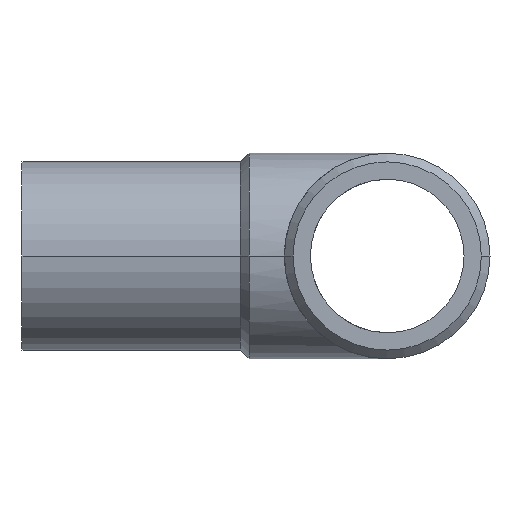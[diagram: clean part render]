
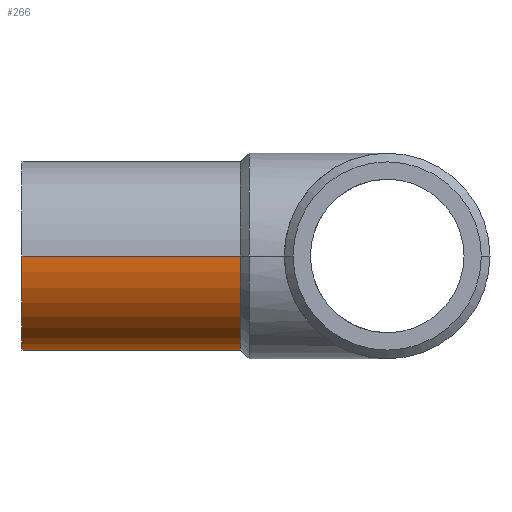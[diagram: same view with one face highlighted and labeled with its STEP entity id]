
A CAD part, left-side view. The second image highlights one B-rep face of the part: STEP entity #266.
In plain terms, the highlighted cylindrical face has radius 25 mm (diameter 50 mm), a partial arc.
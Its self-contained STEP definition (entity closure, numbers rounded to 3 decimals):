
#138 = VERTEX_POINT( '', #379 );
#142 = VERTEX_POINT( '', #384 );
#148 = EDGE_CURVE( '', #182, #142, #394, .T. );
#152 = EDGE_CURVE( '', #138, #142, #398, .T. );
#162 = EDGE_CURVE( '', #182, #186, #408, .T. );
#182 = VERTEX_POINT( '', #431 );
#186 = VERTEX_POINT( '', #435 );
#266 = ADVANCED_FACE( '', ( #523 ), #524, .T. );
#348 = EDGE_CURVE( '', #186, #138, #610, .T. );
#379 = CARTESIAN_POINT( '', ( -121., 97., 0. ) );
#384 = CARTESIAN_POINT( '', ( -121., 39., 0. ) );
#394 = CIRCLE( '', #652, 25. );
#398 = LINE( '', #656, #657 );
#408 = LINE( '', #671, #672 );
#431 = CARTESIAN_POINT( '', ( -71., 39., 0. ) );
#435 = CARTESIAN_POINT( '', ( -71., 97., 0. ) );
#523 = FACE_OUTER_BOUND( '', #823, .T. );
#524 = CYLINDRICAL_SURFACE( '', #824, 25. );
#610 = CIRCLE( '', #944, 25. );
#652 = AXIS2_PLACEMENT_3D( '', #994, #995, #996 );
#656 = CARTESIAN_POINT( '', ( -121., 68., 0. ) );
#657 = VECTOR( '', #998, 1. );
#671 = CARTESIAN_POINT( '', ( -71., 68., 0. ) );
#672 = VECTOR( '', #1003, 1. );
#823 = EDGE_LOOP( '', ( #1147, #1148, #1149, #1150 ) );
#824 = AXIS2_PLACEMENT_3D( '', #1151, #1152, #1153 );
#944 = AXIS2_PLACEMENT_3D( '', #1249, #1250, #1251 );
#994 = CARTESIAN_POINT( '', ( -96., 39., 0. ) );
#995 = DIRECTION( '', ( 0., 1., 0. ) );
#996 = DIRECTION( '', ( 1., 0., 0. ) );
#998 = DIRECTION( '', ( 0., -1., 0. ) );
#1003 = DIRECTION( '', ( 0., 1., 0. ) );
#1147 = ORIENTED_EDGE( '', *, *, #162, .F. );
#1148 = ORIENTED_EDGE( '', *, *, #148, .T. );
#1149 = ORIENTED_EDGE( '', *, *, #152, .F. );
#1150 = ORIENTED_EDGE( '', *, *, #348, .F. );
#1151 = CARTESIAN_POINT( '', ( -96., 68., 0. ) );
#1152 = DIRECTION( '', ( 0., -1., 0. ) );
#1153 = DIRECTION( '', ( 1., 0., 0. ) );
#1249 = CARTESIAN_POINT( '', ( -96., 97., 0. ) );
#1250 = DIRECTION( '', ( 0., 1., 0. ) );
#1251 = DIRECTION( '', ( 1., 0., 0. ) );
